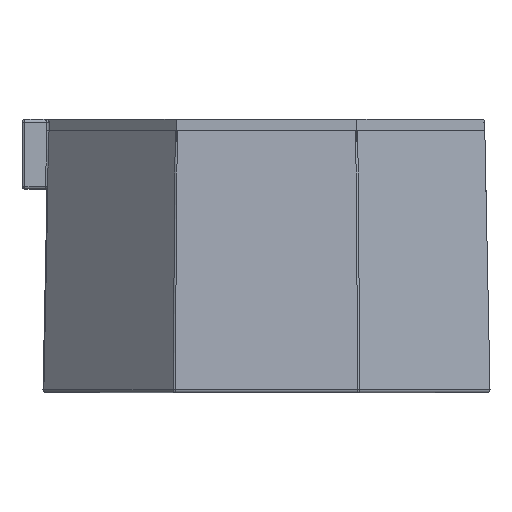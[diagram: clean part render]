
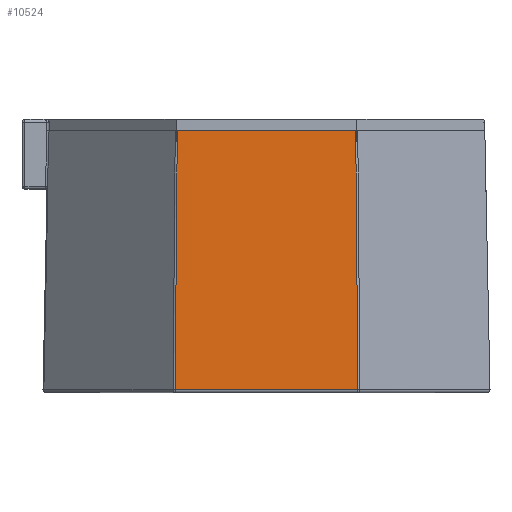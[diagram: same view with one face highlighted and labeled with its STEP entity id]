
A CAD part, front view. The second image highlights one B-rep face of the part: STEP entity #10524.
In plain terms, the highlighted planar face has unit normal (0, -1, 0.02).
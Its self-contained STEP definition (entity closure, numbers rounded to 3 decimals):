
#43 = DIRECTION ( 'NONE',  ( 0., -1., 0.02 ) ) ;
#234 = ORIENTED_EDGE ( 'NONE', *, *, #8660, .F. ) ;
#364 = CARTESIAN_POINT ( 'NONE',  ( 15.325, -37.497, 60.127 ) ) ;
#496 = LINE ( 'NONE', #364, #15288 ) ;
#1449 = VERTEX_POINT ( 'NONE', #3064 ) ;
#2039 = LINE ( 'NONE', #9102, #14843 ) ;
#2132 = VERTEX_POINT ( 'NONE', #13421 ) ;
#2856 = ORIENTED_EDGE ( 'NONE', *, *, #11962, .T. ) ;
#2900 = CARTESIAN_POINT ( 'NONE',  ( 0., -37.5, 60. ) ) ;
#3010 = DIRECTION ( 'NONE',  ( 1., 0., 0. ) ) ;
#3064 = CARTESIAN_POINT ( 'NONE',  ( -15.696, -38.393, 15.51 ) ) ;
#3196 = CARTESIAN_POINT ( 'NONE',  ( 15.326, -37.5, 60. ) ) ;
#4449 = EDGE_LOOP ( 'NONE', ( #2856, #7784, #15813, #234 ) ) ;
#5446 = VECTOR ( 'NONE', #3010, 1000. ) ;
#5784 = DIRECTION ( 'NONE',  ( 0., -0.02, -1. ) ) ;
#6488 = FACE_OUTER_BOUND ( 'NONE', #4449, .T. ) ;
#7597 = DIRECTION ( 'NONE',  ( 1., 0., 0. ) ) ;
#7784 = ORIENTED_EDGE ( 'NONE', *, *, #14980, .T. ) ;
#8660 = EDGE_CURVE ( 'NONE', #8742, #14557, #16893, .T. ) ;
#8737 = CARTESIAN_POINT ( 'NONE',  ( 0., -37.5, 60. ) ) ;
#8742 = VERTEX_POINT ( 'NONE', #12058 ) ;
#9102 = CARTESIAN_POINT ( 'NONE',  ( 15.7, -38.393, 15.51 ) ) ;
#9138 = EDGE_CURVE ( 'NONE', #2132, #14557, #496, .T. ) ;
#9184 = CARTESIAN_POINT ( 'NONE',  ( -15.325, -37.497, 60.127 ) ) ;
#10204 = DIRECTION ( 'NONE',  ( -0.008, 0.02, 1. ) ) ;
#10524 = ADVANCED_FACE ( 'NONE', ( #6488 ), #11452, .T. ) ;
#11452 = PLANE ( 'NONE',  #17838 ) ;
#11962 = EDGE_CURVE ( 'NONE', #8742, #1449, #16763, .T. ) ;
#12058 = CARTESIAN_POINT ( 'NONE',  ( -15.326, -37.5, 60. ) ) ;
#13421 = CARTESIAN_POINT ( 'NONE',  ( 15.696, -38.393, 15.51 ) ) ;
#14557 = VERTEX_POINT ( 'NONE', #3196 ) ;
#14843 = VECTOR ( 'NONE', #7597, 1000. ) ;
#14980 = EDGE_CURVE ( 'NONE', #1449, #2132, #2039, .T. ) ;
#15288 = VECTOR ( 'NONE', #10204, 1000. ) ;
#15412 = VECTOR ( 'NONE', #16563, 1000. ) ;
#15813 = ORIENTED_EDGE ( 'NONE', *, *, #9138, .T. ) ;
#16563 = DIRECTION ( 'NONE',  ( -0.008, -0.02, -1. ) ) ;
#16763 = LINE ( 'NONE', #9184, #15412 ) ;
#16893 = LINE ( 'NONE', #2900, #5446 ) ;
#17838 = AXIS2_PLACEMENT_3D ( 'NONE', #8737, #43, #5784 ) ;
